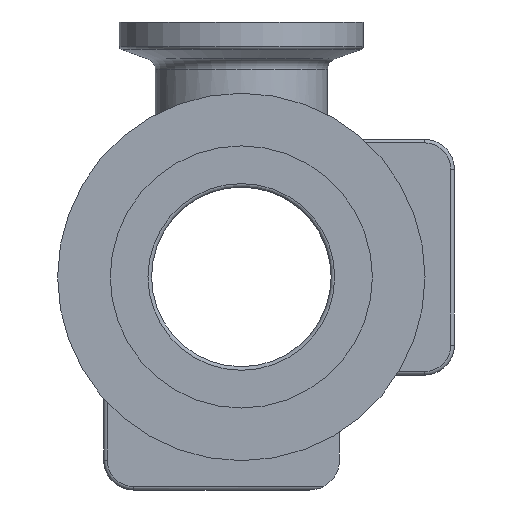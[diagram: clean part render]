
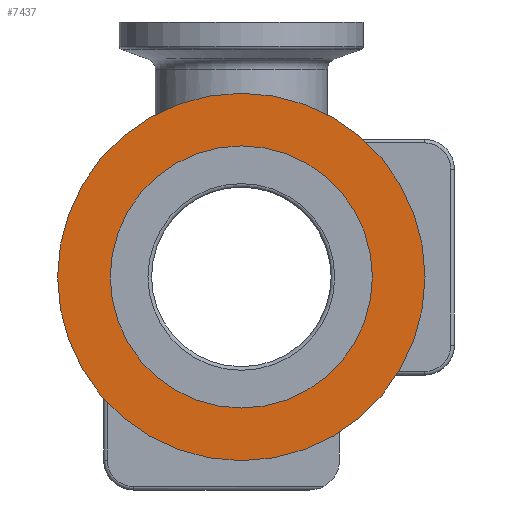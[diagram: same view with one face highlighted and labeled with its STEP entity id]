
A CAD part, left-side view. The second image highlights one B-rep face of the part: STEP entity #7437.
In plain terms, the highlighted planar face has unit normal (-1, 0, 0).
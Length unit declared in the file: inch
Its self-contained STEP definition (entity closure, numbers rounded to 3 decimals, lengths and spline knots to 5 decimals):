
#245=PLANE('',#8044);
#488=CIRCLE('',#7929,1.535);
#541=CIRCLE('',#8036,1.095);
#1757=FACE_BOUND('',#2672,.T.);
#1758=FACE_BOUND('',#2673,.T.);
#2672=EDGE_LOOP('',(#6908));
#2673=EDGE_LOOP('',(#6909));
#3608=VERTEX_POINT('',#14956);
#3667=VERTEX_POINT('',#15853);
#4640=EDGE_CURVE('',#3608,#3608,#488,.T.);
#4746=EDGE_CURVE('',#3667,#3667,#541,.T.);
#6908=ORIENTED_EDGE('',*,*,#4746,.T.);
#6909=ORIENTED_EDGE('',*,*,#4640,.F.);
#7437=ADVANCED_FACE('',(#1757,#1758),#245,.T.);
#7929=AXIS2_PLACEMENT_3D('',#14957,#9496,#9497);
#8036=AXIS2_PLACEMENT_3D('',#15854,#9746,#9747);
#8044=AXIS2_PLACEMENT_3D('',#15865,#9764,#9765);
#9496=DIRECTION('center_axis',(1.,0.,0.));
#9497=DIRECTION('ref_axis',(0.,1.,0.));
#9746=DIRECTION('center_axis',(1.,0.,0.));
#9747=DIRECTION('ref_axis',(0.,0.,1.));
#9764=DIRECTION('center_axis',(-1.,0.,0.));
#9765=DIRECTION('ref_axis',(0.,0.,1.));
#14956=CARTESIAN_POINT('',(-2.25,1.535,0.));
#14957=CARTESIAN_POINT('Origin',(-2.25,0.,0.));
#15853=CARTESIAN_POINT('',(-2.25,0.,1.095));
#15854=CARTESIAN_POINT('Origin',(-2.25,0.,0.));
#15865=CARTESIAN_POINT('Origin',(-2.25,0.7675,0.));
